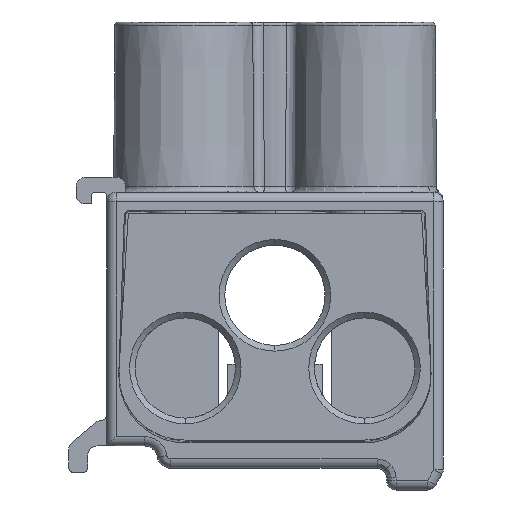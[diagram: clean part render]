
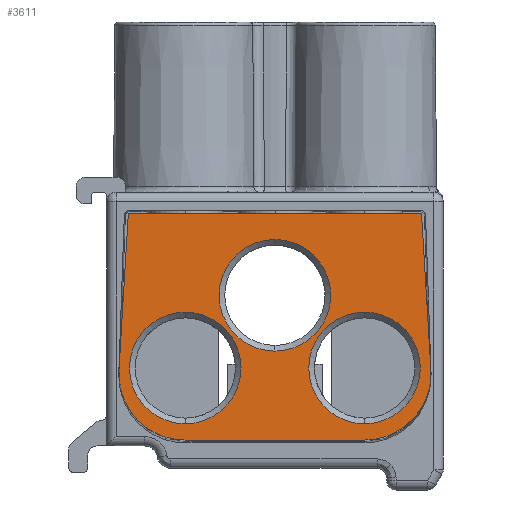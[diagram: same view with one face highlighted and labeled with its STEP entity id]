
A CAD part, front view. The second image highlights one B-rep face of the part: STEP entity #3611.
In plain terms, the highlighted planar face has unit normal (0, -1, 0).
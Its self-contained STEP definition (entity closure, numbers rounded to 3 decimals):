
#1576=CARTESIAN_POINT('',(4.75,-9.,3.5));
#1577=DIRECTION('',(0.,-1.,0.));
#1578=DIRECTION('',(0.,0.,-1.));
#1579=AXIS2_PLACEMENT_3D('',#1576,#1577,#1578);
#1584=CARTESIAN_POINT('',(-4.75,-9.,3.5));
#1585=DIRECTION('',(0.,-1.,0.));
#1586=DIRECTION('',(-0.998,0.,0.059));
#1587=AXIS2_PLACEMENT_3D('',#1584,#1585,#1586);
#1592=DIRECTION('',(-0.059,0.,-0.998));
#1593=VECTOR('',#1592,8.307);
#1594=CARTESIAN_POINT('',(-7.75,-9.,12.));
#1595=LINE('',#1594,#1593);
#1599=DIRECTION('',(-0.059,0.,0.998));
#1600=VECTOR('',#1599,8.307);
#1601=CARTESIAN_POINT('',(8.244,-9.,3.708));
#1602=LINE('',#1601,#1600);
#1606=CARTESIAN_POINT('',(4.739,-9.,3.809));
#1607=DIRECTION('',(0.,1.,0.));
#1608=DIRECTION('',(0.,0.,-1.));
#1609=AXIS2_PLACEMENT_3D('',#1606,#1607,#1608);
#1614=CARTESIAN_POINT('',(4.739,-9.,3.809));
#1615=DIRECTION('',(0.,1.,0.));
#1616=DIRECTION('',(0.,0.,1.));
#1617=AXIS2_PLACEMENT_3D('',#1614,#1615,#1616);
#1622=CARTESIAN_POINT('',(0.,-9.,7.65));
#1623=DIRECTION('',(0.,1.,0.));
#1624=DIRECTION('',(0.,0.,-1.));
#1625=AXIS2_PLACEMENT_3D('',#1622,#1623,#1624);
#1630=CARTESIAN_POINT('',(0.,-9.,7.65));
#1631=DIRECTION('',(0.,1.,0.));
#1632=DIRECTION('',(0.,0.,1.));
#1633=AXIS2_PLACEMENT_3D('',#1630,#1631,#1632);
#1638=CARTESIAN_POINT('',(-4.739,-9.,3.809));
#1639=DIRECTION('',(0.,1.,0.));
#1640=DIRECTION('',(0.,0.,-1.));
#1641=AXIS2_PLACEMENT_3D('',#1638,#1639,#1640);
#1646=CARTESIAN_POINT('',(-4.739,-9.,3.809));
#1647=DIRECTION('',(0.,1.,0.));
#1648=DIRECTION('',(0.,0.,1.));
#1649=AXIS2_PLACEMENT_3D('',#1646,#1647,#1648);
#1989=DIRECTION('',(1.,0.,0.));
#1990=VECTOR('',#1989,15.5);
#1991=CARTESIAN_POINT('',(-7.75,-9.,12.));
#1992=LINE('',#1991,#1990);
#2072=DIRECTION('',(-1.,0.,0.));
#2073=VECTOR('',#2072,9.5);
#2074=CARTESIAN_POINT('',(4.75,-9.,0.));
#2075=LINE('',#2074,#2073);
#2527=CARTESIAN_POINT('',(-4.75,-9.,0.));
#2529=VERTEX_POINT('',#2527);
#2538=CARTESIAN_POINT('',(0.,-9.,4.7));
#2540=VERTEX_POINT('',#2538);
#2571=CARTESIAN_POINT('',(4.739,-9.,6.759));
#2572=VERTEX_POINT('',#2571);
#2597=CARTESIAN_POINT('',(-8.244,-9.,3.708));
#2598=VERTEX_POINT('',#2597);
#2599=CARTESIAN_POINT('',(0.,-9.,10.6));
#2600=VERTEX_POINT('',#2599);
#2606=CARTESIAN_POINT('',(-4.739,-9.,0.859));
#2607=VERTEX_POINT('',#2606);
#2610=CARTESIAN_POINT('',(-7.75,-9.,12.));
#2611=VERTEX_POINT('',#2610);
#2612=CARTESIAN_POINT('',(7.75,-9.,12.));
#2613=VERTEX_POINT('',#2612);
#2619=CARTESIAN_POINT('',(-4.739,-9.,6.759));
#2620=VERTEX_POINT('',#2619);
#2627=CARTESIAN_POINT('',(4.739,-9.,0.859));
#2628=VERTEX_POINT('',#2627);
#2631=CARTESIAN_POINT('',(8.244,-9.,3.708));
#2632=VERTEX_POINT('',#2631);
#2633=CARTESIAN_POINT('',(4.75,-9.,0.));
#2634=VERTEX_POINT('',#2633);
#3576=CARTESIAN_POINT('',(4.75,-9.,3.5));
#3577=DIRECTION('',(0.,-1.,0.));
#3578=DIRECTION('',(0.,0.,-1.));
#3579=AXIS2_PLACEMENT_3D('',#3576,#3577,#3578);
#3580=PLANE('',#3579);
#3582=ORIENTED_EDGE('',*,*,#3581,.F.);
#3584=ORIENTED_EDGE('',*,*,#3583,.T.);
#3586=ORIENTED_EDGE('',*,*,#3585,.F.);
#3588=ORIENTED_EDGE('',*,*,#3587,.F.);
#3590=ORIENTED_EDGE('',*,*,#3589,.T.);
#3592=ORIENTED_EDGE('',*,*,#3591,.F.);
#3593=EDGE_LOOP('',(#3582,#3584,#3586,#3588,#3590,#3592));
#3594=FACE_OUTER_BOUND('',#3593,.F.);
#3596=ORIENTED_EDGE('',*,*,#3595,.F.);
#3598=ORIENTED_EDGE('',*,*,#3597,.F.);
#3599=EDGE_LOOP('',(#3596,#3598));
#3600=FACE_BOUND('',#3599,.F.);
#3602=ORIENTED_EDGE('',*,*,#3601,.F.);
#3604=ORIENTED_EDGE('',*,*,#3603,.F.);
#3605=EDGE_LOOP('',(#3602,#3604));
#3606=FACE_BOUND('',#3605,.F.);
#3607=ORIENTED_EDGE('',*,*,#3556,.F.);
#3608=ORIENTED_EDGE('',*,*,#3569,.F.);
#3609=EDGE_LOOP('',(#3607,#3608));
#3610=FACE_BOUND('',#3609,.F.);
#1580=CIRCLE('',#1579,3.5);
#1588=CIRCLE('',#1587,3.5);
#1610=CIRCLE('',#1609,2.95);
#1618=CIRCLE('',#1617,2.95);
#1626=CIRCLE('',#1625,2.95);
#1634=CIRCLE('',#1633,2.95);
#1642=CIRCLE('',#1641,2.95);
#1650=CIRCLE('',#1649,2.95);
#3556=EDGE_CURVE('',#2607,#2620,#1642,.T.);
#3569=EDGE_CURVE('',#2620,#2607,#1650,.T.);
#3581=EDGE_CURVE('',#2634,#2632,#1580,.T.);
#3583=EDGE_CURVE('',#2634,#2529,#2075,.T.);
#3585=EDGE_CURVE('',#2598,#2529,#1588,.T.);
#3587=EDGE_CURVE('',#2611,#2598,#1595,.T.);
#3589=EDGE_CURVE('',#2611,#2613,#1992,.T.);
#3591=EDGE_CURVE('',#2632,#2613,#1602,.T.);
#3595=EDGE_CURVE('',#2628,#2572,#1610,.T.);
#3597=EDGE_CURVE('',#2572,#2628,#1618,.T.);
#3601=EDGE_CURVE('',#2540,#2600,#1626,.T.);
#3603=EDGE_CURVE('',#2600,#2540,#1634,.T.);
#3611=ADVANCED_FACE('',(#3594,#3600,#3606,#3610),#3580,.T.);
